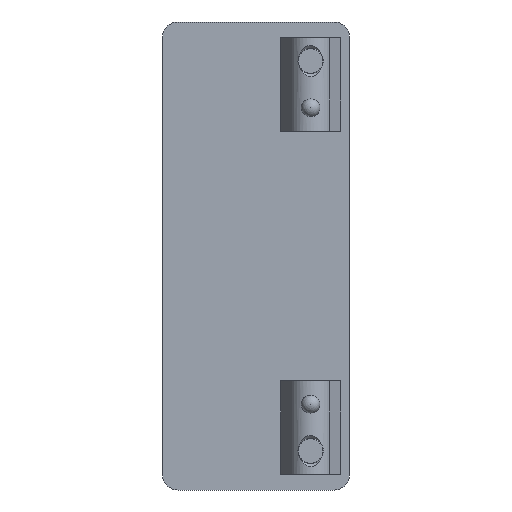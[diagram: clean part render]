
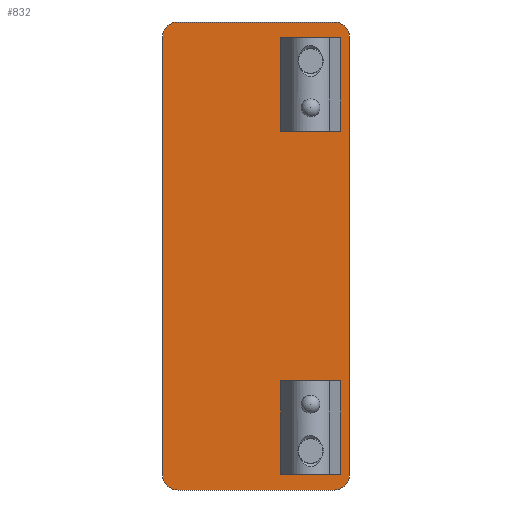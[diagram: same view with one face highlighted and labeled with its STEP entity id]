
A CAD part, front view. The second image highlights one B-rep face of the part: STEP entity #832.
In plain terms, the highlighted planar face has unit normal (0, -1, 0).
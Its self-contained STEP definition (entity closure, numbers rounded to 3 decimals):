
#76=PLANE('',#932);
#99=LINE('',#1284,#157);
#103=LINE('',#1296,#161);
#107=LINE('',#1308,#165);
#111=LINE('',#1320,#169);
#157=VECTOR('',#1025,1000.);
#161=VECTOR('',#1037,1000.);
#165=VECTOR('',#1049,1000.);
#169=VECTOR('',#1061,1000.);
#255=ORIENTED_EDGE('',*,*,#461,.F.);
#256=ORIENTED_EDGE('',*,*,#462,.F.);
#257=ORIENTED_EDGE('',*,*,#435,.F.);
#258=ORIENTED_EDGE('',*,*,#457,.F.);
#259=ORIENTED_EDGE('',*,*,#454,.F.);
#260=ORIENTED_EDGE('',*,*,#451,.F.);
#261=ORIENTED_EDGE('',*,*,#448,.F.);
#262=ORIENTED_EDGE('',*,*,#445,.F.);
#263=ORIENTED_EDGE('',*,*,#442,.F.);
#264=ORIENTED_EDGE('',*,*,#439,.F.);
#435=EDGE_CURVE('',#546,#547,#624,.T.);
#439=EDGE_CURVE('',#547,#550,#99,.T.);
#442=EDGE_CURVE('',#550,#552,#626,.T.);
#445=EDGE_CURVE('',#552,#554,#103,.T.);
#448=EDGE_CURVE('',#554,#556,#628,.T.);
#451=EDGE_CURVE('',#556,#558,#107,.T.);
#454=EDGE_CURVE('',#558,#560,#630,.T.);
#457=EDGE_CURVE('',#560,#546,#111,.T.);
#461=EDGE_CURVE('',#564,#564,#634,.T.);
#462=EDGE_CURVE('',#565,#565,#635,.T.);
#546=VERTEX_POINT('',#1276);
#547=VERTEX_POINT('',#1277);
#550=VERTEX_POINT('',#1285);
#552=VERTEX_POINT('',#1291);
#554=VERTEX_POINT('',#1297);
#556=VERTEX_POINT('',#1303);
#558=VERTEX_POINT('',#1309);
#560=VERTEX_POINT('',#1315);
#564=VERTEX_POINT('',#1329);
#565=VERTEX_POINT('',#1331);
#624=CIRCLE('',#914,2.);
#626=CIRCLE('',#918,2.);
#628=CIRCLE('',#922,2.);
#630=CIRCLE('',#926,2.);
#634=CIRCLE('',#933,2.25);
#635=CIRCLE('',#934,2.25);
#677=EDGE_LOOP('',(#255));
#678=EDGE_LOOP('',(#256));
#679=EDGE_LOOP('',(#257,#258,#259,#260,#261,#262,#263,#264));
#749=FACE_BOUND('',#677,.T.);
#750=FACE_BOUND('',#678,.T.);
#751=FACE_BOUND('',#679,.T.);
#832=ADVANCED_FACE('',(#749,#750,#751),#76,.F.);
#914=AXIS2_PLACEMENT_3D('',#1275,#1017,#1018);
#918=AXIS2_PLACEMENT_3D('',#1290,#1030,#1031);
#922=AXIS2_PLACEMENT_3D('',#1302,#1042,#1043);
#926=AXIS2_PLACEMENT_3D('',#1314,#1054,#1055);
#932=AXIS2_PLACEMENT_3D('',#1327,#1069,#1070);
#933=AXIS2_PLACEMENT_3D('',#1328,#1071,#1072);
#934=AXIS2_PLACEMENT_3D('',#1330,#1073,#1074);
#1017=DIRECTION('',(0.,1.,0.));
#1018=DIRECTION('',(1.,0.,0.));
#1025=DIRECTION('',(0.,0.,1.));
#1030=DIRECTION('',(0.,1.,0.));
#1031=DIRECTION('',(1.,0.,0.));
#1037=DIRECTION('',(1.,0.,0.));
#1042=DIRECTION('',(0.,1.,0.));
#1043=DIRECTION('',(1.,0.,0.));
#1049=DIRECTION('',(0.,0.,-1.));
#1054=DIRECTION('',(0.,1.,0.));
#1055=DIRECTION('',(1.,0.,0.));
#1061=DIRECTION('',(-1.,0.,0.));
#1069=DIRECTION('',(0.,1.,0.));
#1070=DIRECTION('',(0.,0.,1.));
#1071=DIRECTION('',(0.,-1.,0.));
#1072=DIRECTION('',(0.,0.,-1.));
#1073=DIRECTION('',(0.,-1.,0.));
#1074=DIRECTION('',(0.,0.,-1.));
#1275=CARTESIAN_POINT('',(2.,0.,-28.));
#1276=CARTESIAN_POINT('',(2.,0.,-30.));
#1277=CARTESIAN_POINT('',(0.,0.,-28.));
#1284=CARTESIAN_POINT('',(0.,0.,-28.));
#1285=CARTESIAN_POINT('',(0.,0.,28.));
#1290=CARTESIAN_POINT('',(2.,0.,28.));
#1291=CARTESIAN_POINT('',(2.,0.,30.));
#1296=CARTESIAN_POINT('',(2.,0.,30.));
#1297=CARTESIAN_POINT('',(22.,0.,30.));
#1302=CARTESIAN_POINT('',(22.,0.,28.));
#1303=CARTESIAN_POINT('',(24.,0.,28.));
#1308=CARTESIAN_POINT('',(24.,0.,28.));
#1309=CARTESIAN_POINT('',(24.,0.,-28.));
#1314=CARTESIAN_POINT('',(22.,0.,-28.));
#1315=CARTESIAN_POINT('',(22.,0.,-30.));
#1320=CARTESIAN_POINT('',(22.,0.,-30.));
#1327=CARTESIAN_POINT('',(2.,0.,-28.));
#1328=CARTESIAN_POINT('',(19.,0.,25.));
#1329=CARTESIAN_POINT('',(19.,0.,22.75));
#1330=CARTESIAN_POINT('',(19.,0.,-25.));
#1331=CARTESIAN_POINT('',(19.,0.,-27.25));
